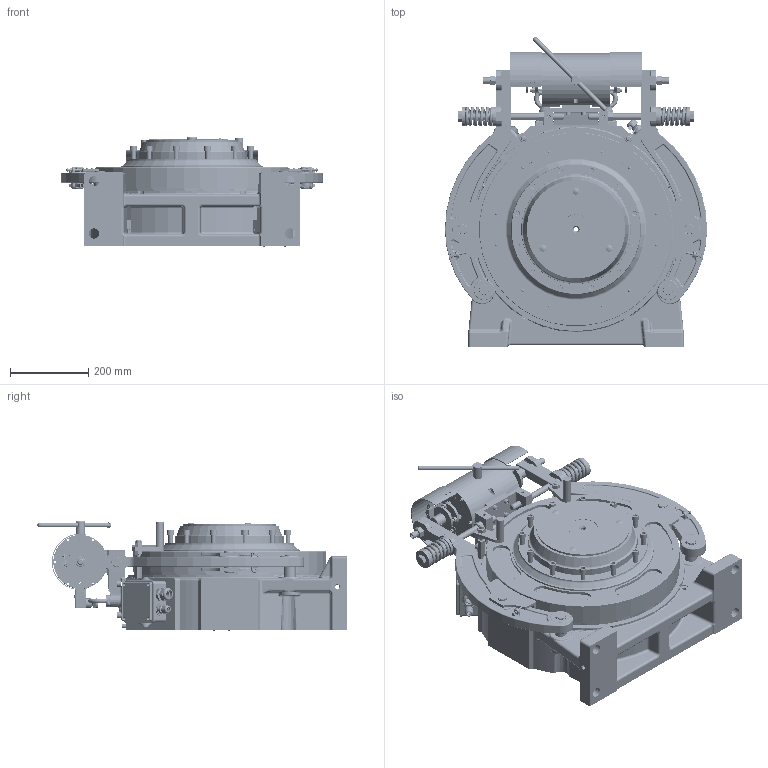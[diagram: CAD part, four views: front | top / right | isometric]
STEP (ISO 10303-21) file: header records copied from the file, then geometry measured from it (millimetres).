
FILE_DESCRIPTION (( 'STEP AP203' ), '1' );
FILE_NAME ('ll04_400.STEP', '2022-11-03T07:11:35', ( '' ), ( '' ), '', '', '' );
FILE_SCHEMA (( 'CONFIG_CONTROL_DESIGN' ));
Products named in the file (1): ll04_400
Bounding box: 669.8 x 790.6 x 280.1 mm (x, y, z)
Surface area: 2435285 mm2 (no closed solid volume)
Topology: 0 solids, 327 shells, 3101 faces, 9367 edges, 6413 vertices
Faces by surface type: cylinder 1059, plane 1009, torus 378, cone 335, bspline 216, sphere 104
Entity records: 142062 total; most frequent: CARTESIAN_POINT 59502, DIRECTION 18165, ORIENTED_EDGE 15092, EDGE_CURVE 9327, AXIS2_PLACEMENT_3D 7420, VERTEX_POINT 6413, CIRCLE 4534, EDGE_LOOP 3628
